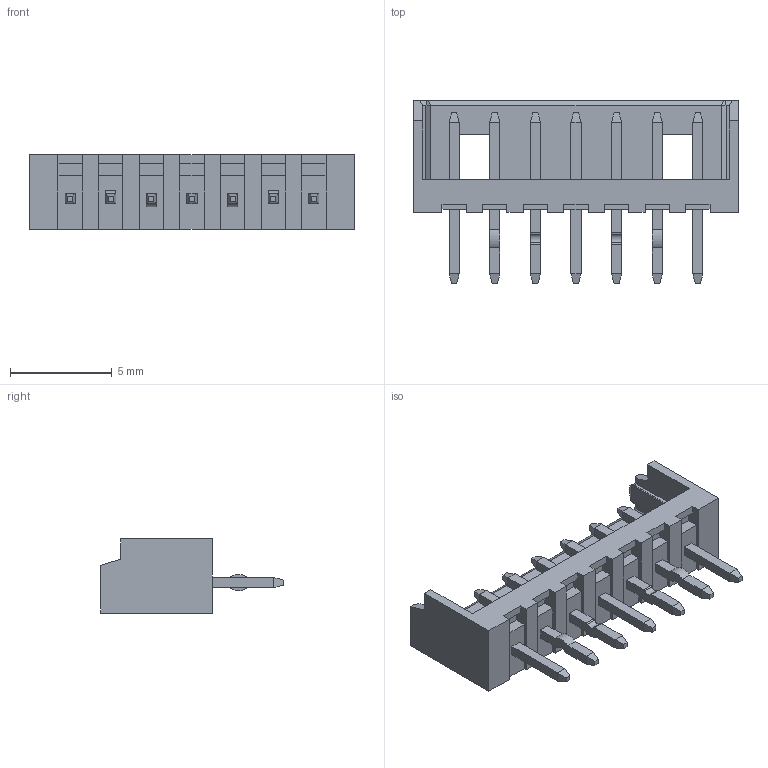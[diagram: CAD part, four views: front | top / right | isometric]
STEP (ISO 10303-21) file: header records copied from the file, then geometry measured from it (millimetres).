
FILE_DESCRIPTION((''),'2;1');
FILE_NAME('532530770','2019-09-13T',('gga'),(''),'PRO/ENGINEER BY PARAMETRIC TECHNOLOGY CORPORATION, 2016010','PRO/ENGINEER BY PARAMETRIC TECHNOLOGY CORPORATION, 2016010','');
FILE_SCHEMA(('CONFIG_CONTROL_DESIGN'));
Length unit declared in the file: millimetre
Products named in the file (1): 532530770
Bounding box: 16 x 9 x 3.65 mm (x, y, z)
Volume: 130.5 mm3; surface area: 475.2 mm2
Topology: 1 solids, 1 shells, 271 faces, 713 edges, 456 vertices
Faces by surface type: plane 255, cylinder 16
Entity records: 8169 total; most frequent: CARTESIAN_POINT 1427, ORIENTED_EDGE 1398, DIRECTION 1303, EDGE_CURVE 699, VECTOR 667, LINE 667, VERTEX_POINT 442, AXIS2_PLACEMENT_3D 318
